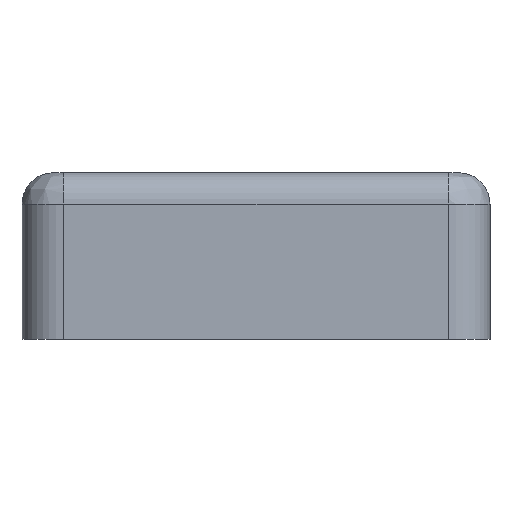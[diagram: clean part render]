
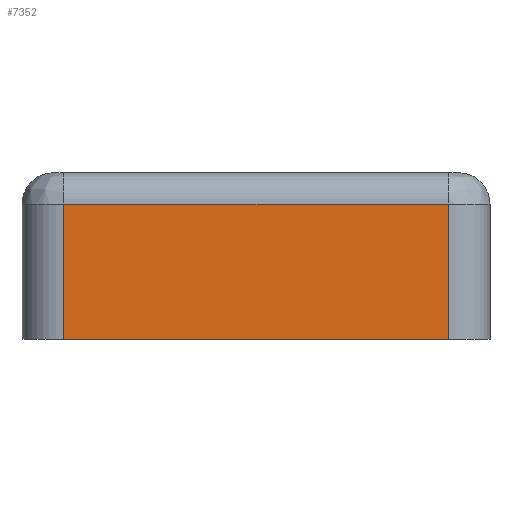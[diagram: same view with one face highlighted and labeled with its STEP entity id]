
A CAD part, left-side view. The second image highlights one B-rep face of the part: STEP entity #7352.
In plain terms, the highlighted planar face has unit normal (-1, 0, 0).
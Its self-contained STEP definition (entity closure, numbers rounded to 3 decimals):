
#5962 = PLANE('',#5963);
#5963 = AXIS2_PLACEMENT_3D('',#5964,#5965,#5966);
#5964 = CARTESIAN_POINT('',(45.,-22.5,0.));
#5965 = DIRECTION('',(0.,0.,-1.));
#5966 = DIRECTION('',(0.,-1.,0.));
#6251 = CYLINDRICAL_SURFACE('',#6252,3.);
#6252 = AXIS2_PLACEMENT_3D('',#6253,#6254,#6255);
#6253 = CARTESIAN_POINT('',(-42.,-22.5,13.));
#6254 = DIRECTION('',(0.,1.,-0.));
#6255 = DIRECTION('',(1.,0.,0.));
#6726 = VERTEX_POINT('',#6727);
#6727 = CARTESIAN_POINT('',(-45.,-18.5,13.));
#6773 = VERTEX_POINT('',#6774);
#6774 = CARTESIAN_POINT('',(-45.,18.5,13.));
#6818 = EDGE_CURVE('',#6773,#6726,#6819,.T.);
#6819 = SURFACE_CURVE('',#6820,(#6824,#6831),.PCURVE_S1.);
#6820 = LINE('',#6821,#6822);
#6821 = CARTESIAN_POINT('',(-45.,-22.5,13.));
#6822 = VECTOR('',#6823,1.);
#6823 = DIRECTION('',(0.,-1.,0.));
#6824 = PCURVE('',#6251,#6825);
#6825 = DEFINITIONAL_REPRESENTATION('',(#6826),#6830);
#6826 = LINE('',#6827,#6828);
#6827 = CARTESIAN_POINT('',(3.142,0.));
#6828 = VECTOR('',#6829,1.);
#6829 = DIRECTION('',(0.,-1.));
#6830 = ( GEOMETRIC_REPRESENTATION_CONTEXT(2) 
PARAMETRIC_REPRESENTATION_CONTEXT() REPRESENTATION_CONTEXT('2D SPACE',''
  ) );
#6831 = PCURVE('',#6832,#6837);
#6832 = PLANE('',#6833);
#6833 = AXIS2_PLACEMENT_3D('',#6834,#6835,#6836);
#6834 = CARTESIAN_POINT('',(-45.,22.5,16.));
#6835 = DIRECTION('',(1.,0.,0.));
#6836 = DIRECTION('',(0.,0.,1.));
#6837 = DEFINITIONAL_REPRESENTATION('',(#6838),#6842);
#6838 = LINE('',#6839,#6840);
#6839 = CARTESIAN_POINT('',(-3.,45.));
#6840 = VECTOR('',#6841,1.);
#6841 = DIRECTION('',(0.,1.));
#6842 = ( GEOMETRIC_REPRESENTATION_CONTEXT(2) 
PARAMETRIC_REPRESENTATION_CONTEXT() REPRESENTATION_CONTEXT('2D SPACE',''
  ) );
#7339 = CYLINDRICAL_SURFACE('',#7340,4.);
#7340 = AXIS2_PLACEMENT_3D('',#7341,#7342,#7343);
#7341 = CARTESIAN_POINT('',(-41.,-18.5,16.));
#7342 = DIRECTION('',(0.,0.,1.));
#7343 = DIRECTION('',(-1.,0.,0.));
#7352 = ADVANCED_FACE('',(#7353),#6832,.F.);
#7353 = FACE_BOUND('',#7354,.T.);
#7354 = EDGE_LOOP('',(#7355,#7356,#7384,#7407));
#7355 = ORIENTED_EDGE('',*,*,#6818,.F.);
#7356 = ORIENTED_EDGE('',*,*,#7357,.F.);
#7357 = EDGE_CURVE('',#7358,#6773,#7360,.T.);
#7358 = VERTEX_POINT('',#7359);
#7359 = CARTESIAN_POINT('',(-45.,18.5,0.));
#7360 = SURFACE_CURVE('',#7361,(#7365,#7372),.PCURVE_S1.);
#7361 = LINE('',#7362,#7363);
#7362 = CARTESIAN_POINT('',(-45.,18.5,16.));
#7363 = VECTOR('',#7364,1.);
#7364 = DIRECTION('',(0.,-0.,1.));
#7365 = PCURVE('',#6832,#7366);
#7366 = DEFINITIONAL_REPRESENTATION('',(#7367),#7371);
#7367 = LINE('',#7368,#7369);
#7368 = CARTESIAN_POINT('',(0.,4.));
#7369 = VECTOR('',#7370,1.);
#7370 = DIRECTION('',(1.,0.));
#7371 = ( GEOMETRIC_REPRESENTATION_CONTEXT(2) 
PARAMETRIC_REPRESENTATION_CONTEXT() REPRESENTATION_CONTEXT('2D SPACE',''
  ) );
#7372 = PCURVE('',#7373,#7378);
#7373 = CYLINDRICAL_SURFACE('',#7374,4.);
#7374 = AXIS2_PLACEMENT_3D('',#7375,#7376,#7377);
#7375 = CARTESIAN_POINT('',(-41.,18.5,16.));
#7376 = DIRECTION('',(0.,0.,1.));
#7377 = DIRECTION('',(-1.,0.,0.));
#7378 = DEFINITIONAL_REPRESENTATION('',(#7379),#7383);
#7379 = LINE('',#7380,#7381);
#7380 = CARTESIAN_POINT('',(6.283,0.));
#7381 = VECTOR('',#7382,1.);
#7382 = DIRECTION('',(0.,1.));
#7383 = ( GEOMETRIC_REPRESENTATION_CONTEXT(2) 
PARAMETRIC_REPRESENTATION_CONTEXT() REPRESENTATION_CONTEXT('2D SPACE',''
  ) );
#7384 = ORIENTED_EDGE('',*,*,#7385,.F.);
#7385 = EDGE_CURVE('',#7386,#7358,#7388,.T.);
#7386 = VERTEX_POINT('',#7387);
#7387 = CARTESIAN_POINT('',(-45.,-18.5,0.));
#7388 = SURFACE_CURVE('',#7389,(#7393,#7400),.PCURVE_S1.);
#7389 = LINE('',#7390,#7391);
#7390 = CARTESIAN_POINT('',(-45.,22.5,0.));
#7391 = VECTOR('',#7392,1.);
#7392 = DIRECTION('',(0.,1.,0.));
#7393 = PCURVE('',#6832,#7394);
#7394 = DEFINITIONAL_REPRESENTATION('',(#7395),#7399);
#7395 = LINE('',#7396,#7397);
#7396 = CARTESIAN_POINT('',(-16.,0.));
#7397 = VECTOR('',#7398,1.);
#7398 = DIRECTION('',(0.,-1.));
#7399 = ( GEOMETRIC_REPRESENTATION_CONTEXT(2) 
PARAMETRIC_REPRESENTATION_CONTEXT() REPRESENTATION_CONTEXT('2D SPACE',''
  ) );
#7400 = PCURVE('',#5962,#7401);
#7401 = DEFINITIONAL_REPRESENTATION('',(#7402),#7406);
#7402 = LINE('',#7403,#7404);
#7403 = CARTESIAN_POINT('',(-45.,90.));
#7404 = VECTOR('',#7405,1.);
#7405 = DIRECTION('',(-1.,0.));
#7406 = ( GEOMETRIC_REPRESENTATION_CONTEXT(2) 
PARAMETRIC_REPRESENTATION_CONTEXT() REPRESENTATION_CONTEXT('2D SPACE',''
  ) );
#7407 = ORIENTED_EDGE('',*,*,#7408,.F.);
#7408 = EDGE_CURVE('',#6726,#7386,#7409,.T.);
#7409 = SURFACE_CURVE('',#7410,(#7414,#7421),.PCURVE_S1.);
#7410 = LINE('',#7411,#7412);
#7411 = CARTESIAN_POINT('',(-45.,-18.5,16.));
#7412 = VECTOR('',#7413,1.);
#7413 = DIRECTION('',(0.,0.,-1.));
#7414 = PCURVE('',#6832,#7415);
#7415 = DEFINITIONAL_REPRESENTATION('',(#7416),#7420);
#7416 = LINE('',#7417,#7418);
#7417 = CARTESIAN_POINT('',(0.,41.));
#7418 = VECTOR('',#7419,1.);
#7419 = DIRECTION('',(-1.,0.));
#7420 = ( GEOMETRIC_REPRESENTATION_CONTEXT(2) 
PARAMETRIC_REPRESENTATION_CONTEXT() REPRESENTATION_CONTEXT('2D SPACE',''
  ) );
#7421 = PCURVE('',#7339,#7422);
#7422 = DEFINITIONAL_REPRESENTATION('',(#7423),#7427);
#7423 = LINE('',#7424,#7425);
#7424 = CARTESIAN_POINT('',(0.,0.));
#7425 = VECTOR('',#7426,1.);
#7426 = DIRECTION('',(0.,-1.));
#7427 = ( GEOMETRIC_REPRESENTATION_CONTEXT(2) 
PARAMETRIC_REPRESENTATION_CONTEXT() REPRESENTATION_CONTEXT('2D SPACE',''
  ) );
